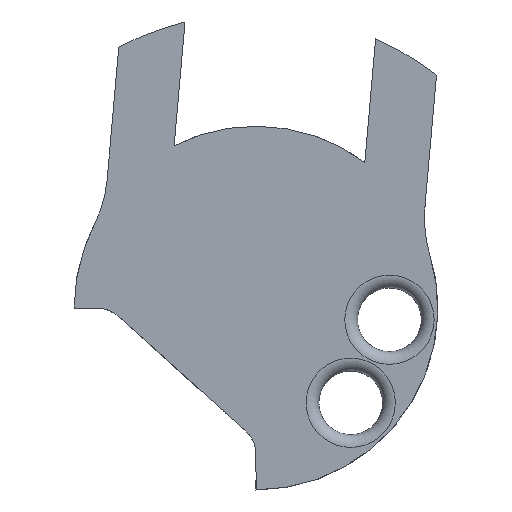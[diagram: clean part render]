
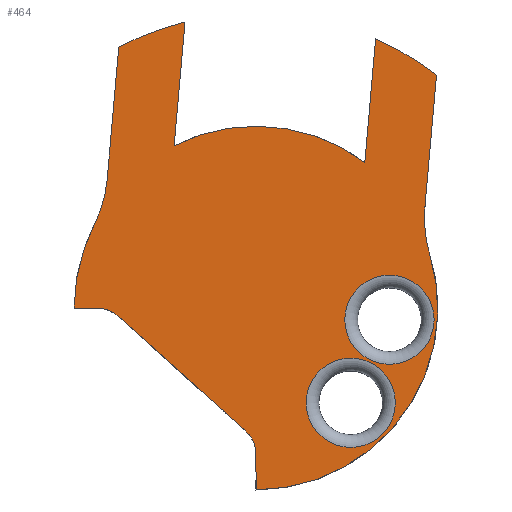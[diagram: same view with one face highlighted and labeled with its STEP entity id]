
A CAD part, top view. The second image highlights one B-rep face of the part: STEP entity #464.
In plain terms, the highlighted planar face has unit normal (0, 0, 1).
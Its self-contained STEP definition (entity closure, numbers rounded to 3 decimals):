
#27=PLANE('',#520);
#48=LINE('',#787,#77);
#50=LINE('',#791,#79);
#51=LINE('',#794,#80);
#52=LINE('',#798,#81);
#53=LINE('',#802,#82);
#54=LINE('',#805,#83);
#55=LINE('',#809,#84);
#77=VECTOR('',#615,1000.);
#79=VECTOR('',#619,1000.);
#80=VECTOR('',#624,1000.);
#81=VECTOR('',#627,1000.);
#82=VECTOR('',#630,1000.);
#83=VECTOR('',#633,1000.);
#84=VECTOR('',#636,1000.);
#141=ORIENTED_EDGE('',*,*,#256,.F.);
#142=ORIENTED_EDGE('',*,*,#260,.F.);
#143=ORIENTED_EDGE('',*,*,#261,.T.);
#144=ORIENTED_EDGE('',*,*,#234,.F.);
#145=ORIENTED_EDGE('',*,*,#262,.T.);
#146=ORIENTED_EDGE('',*,*,#263,.T.);
#147=ORIENTED_EDGE('',*,*,#264,.T.);
#148=ORIENTED_EDGE('',*,*,#265,.T.);
#149=ORIENTED_EDGE('',*,*,#266,.T.);
#150=ORIENTED_EDGE('',*,*,#242,.F.);
#151=ORIENTED_EDGE('',*,*,#267,.T.);
#152=ORIENTED_EDGE('',*,*,#268,.F.);
#153=ORIENTED_EDGE('',*,*,#269,.F.);
#154=ORIENTED_EDGE('',*,*,#270,.F.);
#155=ORIENTED_EDGE('',*,*,#238,.F.);
#156=ORIENTED_EDGE('',*,*,#258,.F.);
#157=ORIENTED_EDGE('',*,*,#271,.T.);
#158=ORIENTED_EDGE('',*,*,#272,.T.);
#234=EDGE_CURVE('',#299,#300,#343,.T.);
#238=EDGE_CURVE('',#303,#304,#345,.T.);
#242=EDGE_CURVE('',#307,#308,#347,.T.);
#256=EDGE_CURVE('',#316,#317,#354,.T.);
#258=EDGE_CURVE('',#317,#303,#48,.T.);
#260=EDGE_CURVE('',#318,#316,#50,.T.);
#261=EDGE_CURVE('',#318,#300,#355,.T.);
#262=EDGE_CURVE('',#299,#319,#51,.T.);
#263=EDGE_CURVE('',#319,#320,#356,.T.);
#264=EDGE_CURVE('',#320,#321,#52,.T.);
#265=EDGE_CURVE('',#321,#322,#357,.T.);
#266=EDGE_CURVE('',#322,#308,#53,.T.);
#267=EDGE_CURVE('',#307,#323,#358,.T.);
#268=EDGE_CURVE('',#324,#323,#54,.T.);
#269=EDGE_CURVE('',#325,#324,#359,.T.);
#270=EDGE_CURVE('',#304,#325,#55,.T.);
#271=EDGE_CURVE('',#326,#326,#360,.T.);
#272=EDGE_CURVE('',#327,#327,#361,.T.);
#299=VERTEX_POINT('',#741);
#300=VERTEX_POINT('',#742);
#303=VERTEX_POINT('',#748);
#304=VERTEX_POINT('',#750);
#307=VERTEX_POINT('',#756);
#308=VERTEX_POINT('',#758);
#316=VERTEX_POINT('',#782);
#317=VERTEX_POINT('',#784);
#318=VERTEX_POINT('',#790);
#319=VERTEX_POINT('',#795);
#320=VERTEX_POINT('',#797);
#321=VERTEX_POINT('',#799);
#322=VERTEX_POINT('',#801);
#323=VERTEX_POINT('',#804);
#324=VERTEX_POINT('',#806);
#325=VERTEX_POINT('',#808);
#326=VERTEX_POINT('',#811);
#327=VERTEX_POINT('',#813);
#343=CIRCLE('',#503,28.5);
#345=CIRCLE('',#505,28.5);
#347=CIRCLE('',#507,28.5);
#354=CIRCLE('',#517,46.2);
#355=CIRCLE('',#521,20.);
#356=CIRCLE('',#522,5.);
#357=CIRCLE('',#523,5.);
#358=CIRCLE('',#524,20.);
#359=CIRCLE('',#525,46.2);
#360=CIRCLE('',#526,7.);
#361=CIRCLE('',#527,7.);
#381=EDGE_LOOP('',(#141,#142,#143,#144,#145,#146,#147,#148,#149,#150,#151,
#152,#153,#154,#155,#156));
#382=EDGE_LOOP('',(#157));
#383=EDGE_LOOP('',(#158));
#418=FACE_BOUND('',#381,.T.);
#419=FACE_BOUND('',#382,.T.);
#420=FACE_BOUND('',#383,.T.);
#464=ADVANCED_FACE('',(#418,#419,#420),#27,.F.);
#503=AXIS2_PLACEMENT_3D('',#740,#571,#572);
#505=AXIS2_PLACEMENT_3D('',#749,#577,#578);
#507=AXIS2_PLACEMENT_3D('',#757,#583,#584);
#517=AXIS2_PLACEMENT_3D('',#783,#610,#611);
#520=AXIS2_PLACEMENT_3D('',#792,#620,#621);
#521=AXIS2_PLACEMENT_3D('',#793,#622,#623);
#522=AXIS2_PLACEMENT_3D('',#796,#625,#626);
#523=AXIS2_PLACEMENT_3D('',#800,#628,#629);
#524=AXIS2_PLACEMENT_3D('',#803,#631,#632);
#525=AXIS2_PLACEMENT_3D('',#807,#634,#635);
#526=AXIS2_PLACEMENT_3D('',#810,#637,#638);
#527=AXIS2_PLACEMENT_3D('',#812,#639,#640);
#571=DIRECTION('',(0.,0.,-1.));
#572=DIRECTION('',(-1.,0.,0.));
#577=DIRECTION('',(0.,0.,-1.));
#578=DIRECTION('',(-1.,0.,0.));
#583=DIRECTION('',(0.,0.,-1.));
#584=DIRECTION('',(-1.,0.,0.));
#610=DIRECTION('',(0.,0.,-1.));
#611=DIRECTION('',(-1.,0.,0.));
#615=DIRECTION('',(-0.087,-0.996,0.));
#619=DIRECTION('',(0.087,0.996,0.));
#620=DIRECTION('',(0.,0.,-1.));
#621=DIRECTION('',(-1.,0.,0.));
#622=DIRECTION('',(0.,0.,-1.));
#623=DIRECTION('',(-1.,0.,0.));
#624=DIRECTION('',(1.,0.,0.));
#625=DIRECTION('',(0.,0.,-1.));
#626=DIRECTION('',(-1.,0.,0.));
#627=DIRECTION('',(0.743,-0.669,0.));
#628=DIRECTION('',(0.,0.,-1.));
#629=DIRECTION('',(-1.,0.,0.));
#630=DIRECTION('',(0.,-1.,0.));
#631=DIRECTION('',(0.,0.,-1.));
#632=DIRECTION('',(-1.,0.,0.));
#633=DIRECTION('',(-0.087,-0.996,0.));
#634=DIRECTION('',(0.,0.,-1.));
#635=DIRECTION('',(-1.,0.,0.));
#636=DIRECTION('',(0.087,0.996,0.));
#637=DIRECTION('',(0.,0.,-1.));
#638=DIRECTION('',(-1.,0.,0.));
#639=DIRECTION('',(0.,0.,-1.));
#640=DIRECTION('',(-1.,0.,0.));
#740=CARTESIAN_POINT('',(0.,0.,14.5));
#741=CARTESIAN_POINT('',(-28.5,0.,14.5));
#742=CARTESIAN_POINT('',(-25.416,12.894,14.5));
#748=CARTESIAN_POINT('',(-12.831,25.448,14.5));
#749=CARTESIAN_POINT('',(0.,0.,14.5));
#750=CARTESIAN_POINT('',(17.055,22.834,14.5));
#756=CARTESIAN_POINT('',(27.269,8.285,14.5));
#757=CARTESIAN_POINT('',(0.,0.,14.5));
#758=CARTESIAN_POINT('',(0.,-28.5,14.5));
#782=CARTESIAN_POINT('',(-21.519,40.883,14.5));
#783=CARTESIAN_POINT('',(0.,0.,14.5));
#784=CARTESIAN_POINT('',(-11.134,44.838,14.5));
#787=CARTESIAN_POINT('',(-14.943,1.307,14.5));
#790=CARTESIAN_POINT('',(-23.328,20.2,14.5));
#791=CARTESIAN_POINT('',(-24.905,2.179,14.5));
#792=CARTESIAN_POINT('',(0.,0.,14.5));
#793=CARTESIAN_POINT('',(-43.252,21.943,14.5));
#794=CARTESIAN_POINT('',(0.,0.,14.5));
#795=CARTESIAN_POINT('',(-24.934,0.,14.5));
#796=CARTESIAN_POINT('',(-24.934,-5.,14.5));
#797=CARTESIAN_POINT('',(-21.589,-1.284,14.5));
#798=CARTESIAN_POINT('',(-10.305,-11.444,14.5));
#799=CARTESIAN_POINT('',(-1.654,-19.233,14.5));
#800=CARTESIAN_POINT('',(-5.,-22.949,14.5));
#801=CARTESIAN_POINT('',(0.,-22.949,14.5));
#802=CARTESIAN_POINT('',(0.,0.,14.5));
#803=CARTESIAN_POINT('',(46.405,14.099,14.5));
#804=CARTESIAN_POINT('',(26.482,15.842,14.5));
#805=CARTESIAN_POINT('',(24.905,-2.179,14.5));
#806=CARTESIAN_POINT('',(28.291,36.525,14.5));
#807=CARTESIAN_POINT('',(0.,0.,14.5));
#808=CARTESIAN_POINT('',(18.751,42.224,14.5));
#809=CARTESIAN_POINT('',(14.943,-1.307,14.5));
#810=CARTESIAN_POINT('',(14.849,-14.849,14.5));
#811=CARTESIAN_POINT('',(7.849,-14.849,14.5));
#812=CARTESIAN_POINT('',(20.92,-1.83,14.5));
#813=CARTESIAN_POINT('',(13.92,-1.83,14.5));
